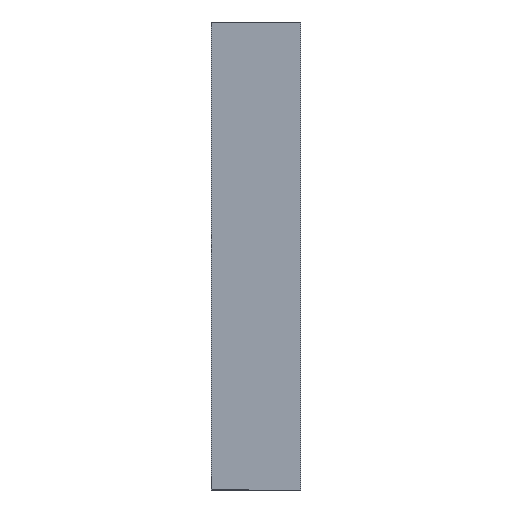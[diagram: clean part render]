
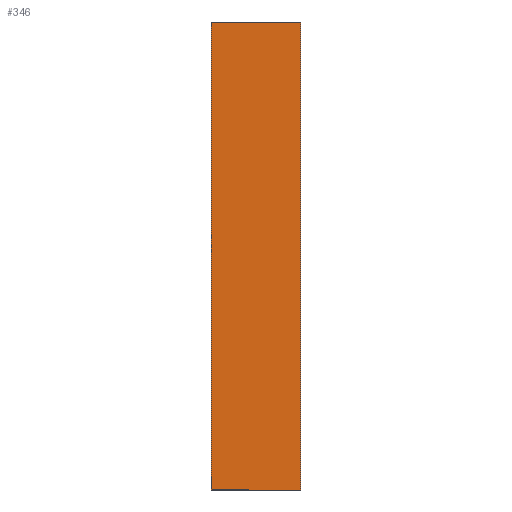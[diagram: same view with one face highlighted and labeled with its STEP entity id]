
A CAD part, left-side view. The second image highlights one B-rep face of the part: STEP entity #346.
In plain terms, the highlighted planar face has unit normal (-1, 0, 0).
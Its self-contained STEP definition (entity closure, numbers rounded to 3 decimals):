
#27=PLANE('',#391);
#40=FACE_OUTER_BOUND('',#56,.T.);
#56=EDGE_LOOP('',(#256,#257,#258,#259));
#84=LINE('',#541,#114);
#85=LINE('',#543,#115);
#86=LINE('',#545,#116);
#87=LINE('',#546,#117);
#114=VECTOR('',#444,10.);
#115=VECTOR('',#445,10.);
#116=VECTOR('',#446,10.);
#117=VECTOR('',#447,10.);
#168=VERTEX_POINT('',#539);
#169=VERTEX_POINT('',#540);
#170=VERTEX_POINT('',#542);
#171=VERTEX_POINT('',#544);
#205=EDGE_CURVE('',#168,#169,#84,.T.);
#206=EDGE_CURVE('',#169,#170,#85,.T.);
#207=EDGE_CURVE('',#170,#171,#86,.T.);
#208=EDGE_CURVE('',#168,#171,#87,.T.);
#256=ORIENTED_EDGE('',*,*,#205,.T.);
#257=ORIENTED_EDGE('',*,*,#206,.T.);
#258=ORIENTED_EDGE('',*,*,#207,.T.);
#259=ORIENTED_EDGE('',*,*,#208,.F.);
#346=ADVANCED_FACE('',(#40),#27,.F.);
#391=AXIS2_PLACEMENT_3D('',#538,#442,#443);
#442=DIRECTION('center_axis',(1.,0.,0.));
#443=DIRECTION('ref_axis',(0.,0.,1.));
#444=DIRECTION('',(0.,0.,-1.));
#445=DIRECTION('',(0.,-1.,0.));
#446=DIRECTION('',(0.,0.,1.));
#447=DIRECTION('',(0.,-1.,0.));
#538=CARTESIAN_POINT('Origin',(-211.,2.,-20.));
#539=CARTESIAN_POINT('',(-211.,2.,1.));
#540=CARTESIAN_POINT('',(-211.,2.,-20.));
#541=CARTESIAN_POINT('',(-211.,2.,1.));
#542=CARTESIAN_POINT('',(-211.,-2.,-20.));
#543=CARTESIAN_POINT('',(-211.,2.,-20.));
#544=CARTESIAN_POINT('',(-211.,-2.,1.));
#545=CARTESIAN_POINT('',(-211.,-2.,1.));
#546=CARTESIAN_POINT('',(-211.,2.,1.));
